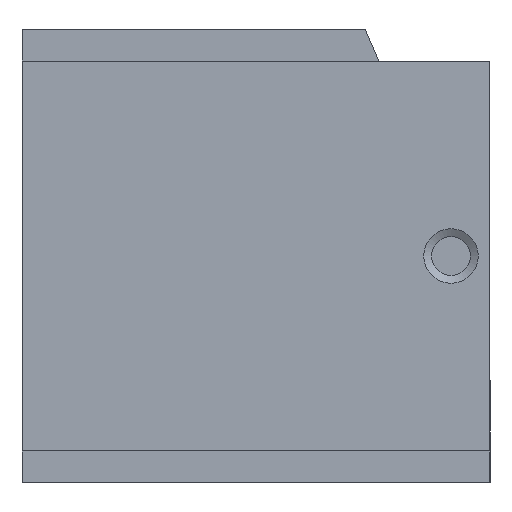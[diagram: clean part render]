
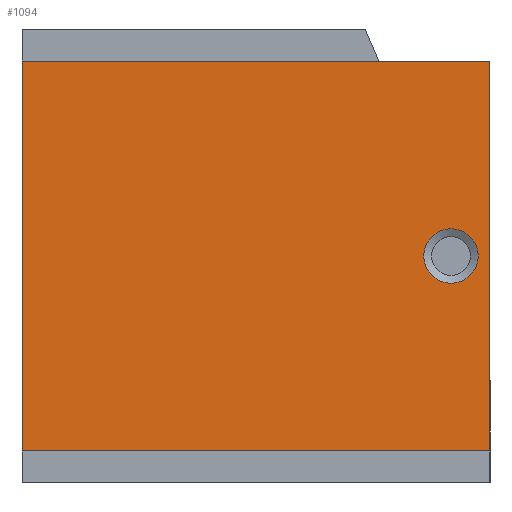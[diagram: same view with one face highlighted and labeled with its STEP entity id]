
A CAD part, front view. The second image highlights one B-rep face of the part: STEP entity #1094.
In plain terms, the highlighted planar face has unit normal (0, -1, 0).
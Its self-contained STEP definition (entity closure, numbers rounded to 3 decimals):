
#62=CIRCLE('',#1191,1.75);
#269=ORIENTED_EDGE('',*,*,#482,.F.);
#270=ORIENTED_EDGE('',*,*,#408,.F.);
#271=ORIENTED_EDGE('',*,*,#481,.F.);
#272=ORIENTED_EDGE('',*,*,#483,.T.);
#273=ORIENTED_EDGE('',*,*,#484,.T.);
#408=EDGE_CURVE('',#540,#537,#645,.T.);
#481=EDGE_CURVE('',#589,#540,#704,.T.);
#482=EDGE_CURVE('',#590,#590,#62,.T.);
#483=EDGE_CURVE('',#589,#591,#705,.T.);
#484=EDGE_CURVE('',#591,#537,#706,.T.);
#537=VERTEX_POINT('',#1622);
#540=VERTEX_POINT('',#1627);
#589=VERTEX_POINT('',#1770);
#590=VERTEX_POINT('',#1774);
#591=VERTEX_POINT('',#1776);
#645=LINE('',#1628,#753);
#704=LINE('',#1771,#812);
#705=LINE('',#1775,#813);
#706=LINE('',#1777,#814);
#753=VECTOR('',#1314,1000.);
#812=VECTOR('',#1443,1000.);
#813=VECTOR('',#1448,1000.);
#814=VECTOR('',#1449,1000.);
#873=EDGE_LOOP('',(#269));
#874=EDGE_LOOP('',(#270,#271,#272,#273));
#971=FACE_BOUND('',#873,.T.);
#972=FACE_BOUND('',#874,.T.);
#1051=PLANE('',#1190);
#1094=ADVANCED_FACE('',(#971,#972),#1051,.F.);
#1190=AXIS2_PLACEMENT_3D('',#1772,#1444,#1445);
#1191=AXIS2_PLACEMENT_3D('',#1773,#1446,#1447);
#1314=DIRECTION('',(0.,0.,-1.));
#1443=DIRECTION('',(1.,0.,0.));
#1444=DIRECTION('',(0.,1.,0.));
#1445=DIRECTION('',(0.,0.,1.));
#1446=DIRECTION('',(0.,-1.,0.));
#1447=DIRECTION('',(0.,0.,1.));
#1448=DIRECTION('',(0.,0.,-1.));
#1449=DIRECTION('',(1.,0.,0.));
#1622=CARTESIAN_POINT('',(15.,-193.,-12.5));
#1627=CARTESIAN_POINT('',(15.,-193.,12.5));
#1628=CARTESIAN_POINT('',(15.,-193.,-12.5));
#1770=CARTESIAN_POINT('',(-15.,-193.,12.5));
#1771=CARTESIAN_POINT('',(-15.,-193.,12.5));
#1772=CARTESIAN_POINT('',(-15.,-193.,-12.5));
#1773=CARTESIAN_POINT('',(12.5,-193.,0.));
#1774=CARTESIAN_POINT('',(12.5,-193.,1.75));
#1775=CARTESIAN_POINT('',(-15.,-193.,-14.5));
#1776=CARTESIAN_POINT('',(-15.,-193.,-12.5));
#1777=CARTESIAN_POINT('',(-15.,-193.,-12.5));
